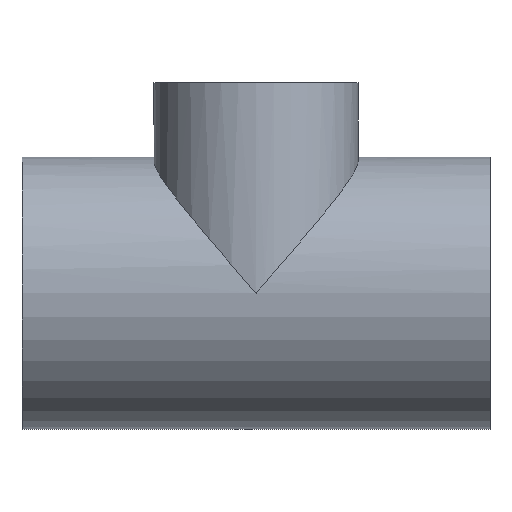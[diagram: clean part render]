
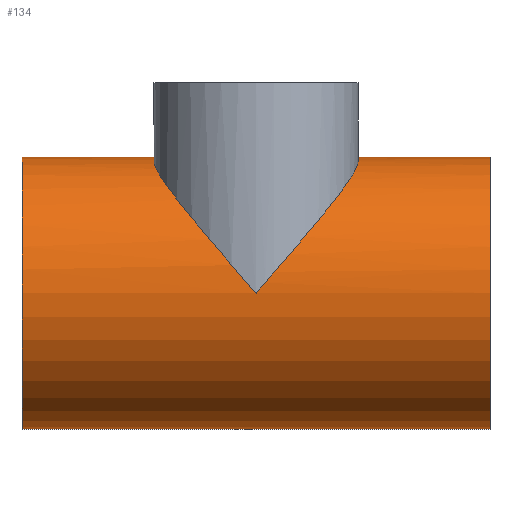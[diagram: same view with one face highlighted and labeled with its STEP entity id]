
A CAD part, front view. The second image highlights one B-rep face of the part: STEP entity #134.
In plain terms, the highlighted cylindrical face has radius 50.8 mm (diameter 101.6 mm), a full revolution.
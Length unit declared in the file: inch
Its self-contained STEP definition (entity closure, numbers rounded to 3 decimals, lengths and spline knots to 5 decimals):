
#17=FACE_BOUND('',#44,.T.);
#22=B_SPLINE_CURVE_WITH_KNOTS('',3,(#305,#306,#307,#308,#309,#310,#311,
#312,#313,#314,#315,#316,#317,#318,#319,#320,#321,#322,#323,#324,#325,#326,
#327,#328,#329,#330,#331,#332,#333,#334,#335,#336,#337,#338,#339,#340,#341,
#342,#343,#344,#345,#346,#347,#348,#349,#350,#351,#352,#353,#354),
 .UNSPECIFIED.,.F.,.F.,(4,2,2,2,2,2,2,2,2,2,2,2,2,2,2,2,2,2,2,2,2,2,2,2,
4),(0.,1.11906,2.23812,3.35717,4.47623,
5.23393,5.99163,6.74932,7.50702,8.22431,
8.94159,9.65888,10.37617,11.11941,11.86264,
12.60588,13.34912,14.09235,14.83559,15.57883,
16.32206,17.03935,17.75664,18.47392,19.19121),
 .UNSPECIFIED.);
#23=B_SPLINE_CURVE_WITH_KNOTS('',3,(#355,#356,#357,#358,#359,#360,#361,
#362,#363,#364,#365,#366,#367,#368,#369,#370,#371,#372),.UNSPECIFIED.,.F.,
 .F.,(4,2,2,2,2,2,2,2,4),(19.19121,19.94891,20.7066,
21.4643,22.222,23.34106,24.46011,25.57917,
26.69823),.UNSPECIFIED.);
#27=CYLINDRICAL_SURFACE('',#167,2.);
#33=FACE_OUTER_BOUND('',#43,.T.);
#43=EDGE_LOOP('',(#115,#116,#117,#118));
#44=EDGE_LOOP('',(#119,#120));
#54=CIRCLE('',#168,2.);
#55=CIRCLE('',#169,2.);
#60=LINE('',#387,#65);
#65=VECTOR('',#202,2.);
#70=VERTEX_POINT('',#303);
#71=VERTEX_POINT('',#304);
#75=VERTEX_POINT('',#384);
#76=VERTEX_POINT('',#386);
#83=EDGE_CURVE('',#70,#71,#22,.T.);
#84=EDGE_CURVE('',#71,#70,#23,.T.);
#90=EDGE_CURVE('',#75,#75,#54,.T.);
#91=EDGE_CURVE('',#75,#76,#60,.T.);
#92=EDGE_CURVE('',#76,#76,#55,.T.);
#115=ORIENTED_EDGE('',*,*,#90,.F.);
#116=ORIENTED_EDGE('',*,*,#91,.T.);
#117=ORIENTED_EDGE('',*,*,#92,.T.);
#118=ORIENTED_EDGE('',*,*,#91,.F.);
#119=ORIENTED_EDGE('',*,*,#83,.T.);
#120=ORIENTED_EDGE('',*,*,#84,.T.);
#134=ADVANCED_FACE('',(#33,#17),#27,.T.);
#167=AXIS2_PLACEMENT_3D('',#383,#198,#199);
#168=AXIS2_PLACEMENT_3D('',#385,#200,#201);
#169=AXIS2_PLACEMENT_3D('',#388,#203,#204);
#198=DIRECTION('center_axis',(-1.,0.,0.));
#199=DIRECTION('ref_axis',(0.,-1.,0.));
#200=DIRECTION('center_axis',(-1.,0.,0.));
#201=DIRECTION('ref_axis',(0.,-1.,0.));
#202=DIRECTION('',(1.,0.,0.));
#203=DIRECTION('center_axis',(-1.,0.,0.));
#204=DIRECTION('ref_axis',(0.,-1.,0.));
#303=CARTESIAN_POINT('',(0.,-2.,0.));
#304=CARTESIAN_POINT('',(1.5,-0.5,1.93649));
#305=CARTESIAN_POINT('Ctrl Pts',(0.,-2.,0.));
#306=CARTESIAN_POINT('Ctrl Pts',(-0.09614,-2.,0.11101));
#307=CARTESIAN_POINT('Ctrl Pts',(-0.19645,-1.99064,0.22683));
#308=CARTESIAN_POINT('Ctrl Pts',(-0.39827,-1.94982,0.46075));
#309=CARTESIAN_POINT('Ctrl Pts',(-0.49977,-1.91838,0.57886));
#310=CARTESIAN_POINT('Ctrl Pts',(-0.69694,-1.8326,0.81044));
#311=CARTESIAN_POINT('Ctrl Pts',(-0.79266,-1.77825,0.92397));
#312=CARTESIAN_POINT('Ctrl Pts',(-0.97171,-1.64806,1.1401));
#313=CARTESIAN_POINT('Ctrl Pts',(-1.05502,-1.5722,1.24268));
#314=CARTESIAN_POINT('Ctrl Pts',(-1.17932,-1.43006,1.40082));
#315=CARTESIAN_POINT('Ctrl Pts',(-1.22856,-1.36481,1.46502));
#316=CARTESIAN_POINT('Ctrl Pts',(-1.31862,-1.22008,1.58758));
#317=CARTESIAN_POINT('Ctrl Pts',(-1.35942,-1.14058,1.64593));
#318=CARTESIAN_POINT('Ctrl Pts',(-1.42718,-0.97065,1.75152));
#319=CARTESIAN_POINT('Ctrl Pts',(-1.45418,-0.88008,1.79884));
#320=CARTESIAN_POINT('Ctrl Pts',(-1.4906,-0.6929,1.8789));
#321=CARTESIAN_POINT('Ctrl Pts',(-1.5,-0.59628,1.91163));
#322=CARTESIAN_POINT('Ctrl Pts',(-1.5,-0.40886,1.96002));
#323=CARTESIAN_POINT('Ctrl Pts',(-1.49154,-0.31364,1.97758));
#324=CARTESIAN_POINT('Ctrl Pts',(-1.45511,-0.12308,1.99851));
#325=CARTESIAN_POINT('Ctrl Pts',(-1.42714,-0.02773,
2.0019));
#326=CARTESIAN_POINT('Ctrl Pts',(-1.35286,0.15538,1.99606));
#327=CARTESIAN_POINT('Ctrl Pts',(-1.30646,0.2434,1.98685));
#328=CARTESIAN_POINT('Ctrl Pts',(-1.19933,0.40614,1.96006));
#329=CARTESIAN_POINT('Ctrl Pts',(-1.13859,0.48087,1.94254));
#330=CARTESIAN_POINT('Ctrl Pts',(-1.00751,0.61538,1.9043));
#331=CARTESIAN_POINT('Ctrl Pts',(-0.9322,0.67938,1.88206));
#332=CARTESIAN_POINT('Ctrl Pts',(-0.76801,0.79232,1.83737));
#333=CARTESIAN_POINT('Ctrl Pts',(-0.67913,0.84128,1.81499));
#334=CARTESIAN_POINT('Ctrl Pts',(-0.49283,0.92034,1.77621));
#335=CARTESIAN_POINT('Ctrl Pts',(-0.39523,0.9505,1.75985));
#336=CARTESIAN_POINT('Ctrl Pts',(-0.19759,0.99034,1.73774));
#337=CARTESIAN_POINT('Ctrl Pts',(-0.09754,1.,1.73205));
#338=CARTESIAN_POINT('Ctrl Pts',(0.09754,1.,1.73205));
#339=CARTESIAN_POINT('Ctrl Pts',(0.19759,0.99034,1.73774));
#340=CARTESIAN_POINT('Ctrl Pts',(0.39523,0.9505,1.75985));
#341=CARTESIAN_POINT('Ctrl Pts',(0.49283,0.92034,1.77621));
#342=CARTESIAN_POINT('Ctrl Pts',(0.67913,0.84128,1.81499));
#343=CARTESIAN_POINT('Ctrl Pts',(0.76801,0.79232,1.83737));
#344=CARTESIAN_POINT('Ctrl Pts',(0.9322,0.67938,1.88206));
#345=CARTESIAN_POINT('Ctrl Pts',(1.00751,0.61538,1.9043));
#346=CARTESIAN_POINT('Ctrl Pts',(1.13859,0.48087,1.94254));
#347=CARTESIAN_POINT('Ctrl Pts',(1.19933,0.40614,1.96006));
#348=CARTESIAN_POINT('Ctrl Pts',(1.30646,0.2434,1.98685));
#349=CARTESIAN_POINT('Ctrl Pts',(1.35286,0.15538,1.99606));
#350=CARTESIAN_POINT('Ctrl Pts',(1.42714,-0.02773,2.0019));
#351=CARTESIAN_POINT('Ctrl Pts',(1.45511,-0.12308,1.99851));
#352=CARTESIAN_POINT('Ctrl Pts',(1.49154,-0.31364,1.97758));
#353=CARTESIAN_POINT('Ctrl Pts',(1.5,-0.40886,1.96002));
#354=CARTESIAN_POINT('Ctrl Pts',(1.5,-0.5,1.93649));
#355=CARTESIAN_POINT('Ctrl Pts',(1.5,-0.5,1.93649));
#356=CARTESIAN_POINT('Ctrl Pts',(1.5,-0.59628,1.91163));
#357=CARTESIAN_POINT('Ctrl Pts',(1.4906,-0.6929,1.8789));
#358=CARTESIAN_POINT('Ctrl Pts',(1.45418,-0.88008,1.79884));
#359=CARTESIAN_POINT('Ctrl Pts',(1.42718,-0.97065,1.75152));
#360=CARTESIAN_POINT('Ctrl Pts',(1.35942,-1.14058,1.64593));
#361=CARTESIAN_POINT('Ctrl Pts',(1.31862,-1.22008,1.58758));
#362=CARTESIAN_POINT('Ctrl Pts',(1.22856,-1.36481,1.46502));
#363=CARTESIAN_POINT('Ctrl Pts',(1.17932,-1.43006,1.40082));
#364=CARTESIAN_POINT('Ctrl Pts',(1.05502,-1.5722,1.24268));
#365=CARTESIAN_POINT('Ctrl Pts',(0.97171,-1.64806,1.1401));
#366=CARTESIAN_POINT('Ctrl Pts',(0.79266,-1.77825,0.92397));
#367=CARTESIAN_POINT('Ctrl Pts',(0.69694,-1.8326,0.81044));
#368=CARTESIAN_POINT('Ctrl Pts',(0.49977,-1.91838,0.57886));
#369=CARTESIAN_POINT('Ctrl Pts',(0.39827,-1.94982,0.46075));
#370=CARTESIAN_POINT('Ctrl Pts',(0.19645,-1.99064,0.22683));
#371=CARTESIAN_POINT('Ctrl Pts',(0.09614,-2.,0.11101));
#372=CARTESIAN_POINT('Ctrl Pts',(0.,-2.,0.));
#383=CARTESIAN_POINT('Origin',(3.4375,0.,0.));
#384=CARTESIAN_POINT('',(-3.4375,2.,0.));
#385=CARTESIAN_POINT('Origin',(-3.4375,0.,0.));
#386=CARTESIAN_POINT('',(3.4375,2.,0.));
#387=CARTESIAN_POINT('',(3.4375,2.,0.));
#388=CARTESIAN_POINT('Origin',(3.4375,0.,0.));
